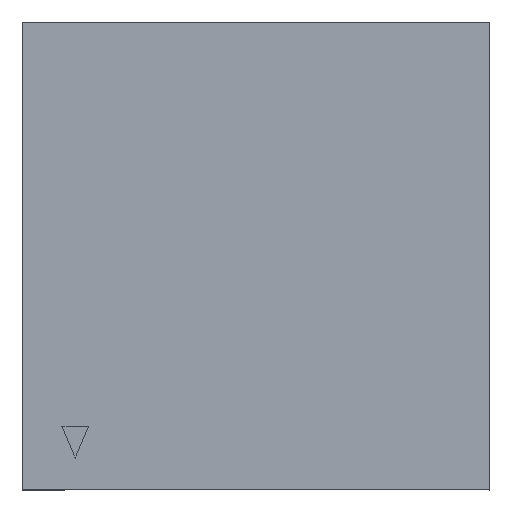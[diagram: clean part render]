
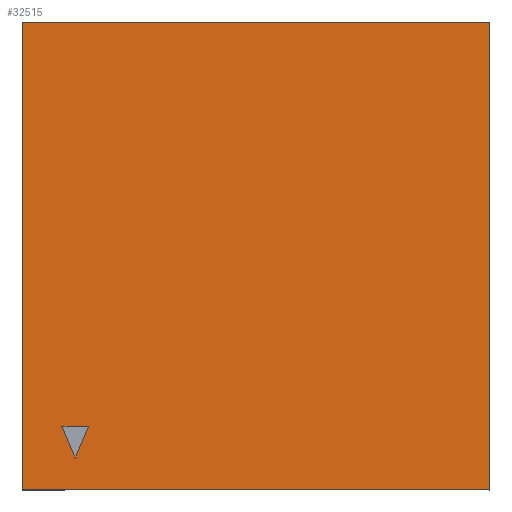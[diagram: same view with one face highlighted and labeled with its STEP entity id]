
A CAD part, top view. The second image highlights one B-rep face of the part: STEP entity #32515.
In plain terms, the highlighted planar face has unit normal (0, 0, 1).
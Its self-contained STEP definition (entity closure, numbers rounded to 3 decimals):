
#24 = VERTEX_POINT ( 'NONE', #8691 ) ;
#51 = EDGE_CURVE ( 'NONE', #24, #24501, #14425, .T. ) ;
#141 = ORIENTED_EDGE ( 'NONE', *, *, #28333, .F. ) ;
#821 = VECTOR ( 'NONE', #8000, 1000. ) ;
#1529 = ORIENTED_EDGE ( 'NONE', *, *, #14839, .F. ) ;
#4223 = VERTEX_POINT ( 'NONE', #20137 ) ;
#4742 = VECTOR ( 'NONE', #17456, 1000. ) ;
#5055 = FACE_OUTER_BOUND ( 'NONE', #13099, .T. ) ;
#5841 = DIRECTION ( 'NONE',  ( 1., 0., 0. ) ) ;
#7505 = CARTESIAN_POINT ( 'NONE',  ( -11., 11., 1.68 ) ) ;
#8000 = DIRECTION ( 'NONE',  ( 0., 1., 0. ) ) ;
#8624 = CARTESIAN_POINT ( 'NONE',  ( -9.125, -8., 1.68 ) ) ;
#8691 = CARTESIAN_POINT ( 'NONE',  ( 11., 11., 1.68 ) ) ;
#10010 = ORIENTED_EDGE ( 'NONE', *, *, #39338, .F. ) ;
#10516 = LINE ( 'NONE', #7505, #16301 ) ;
#12034 = CARTESIAN_POINT ( 'NONE',  ( -8.5, -9.5, 1.68 ) ) ;
#13099 = EDGE_LOOP ( 'NONE', ( #27807, #35188, #14499, #32915 ) ) ;
#14067 = FACE_BOUND ( 'NONE', #28154, .T. ) ;
#14338 = CARTESIAN_POINT ( 'NONE',  ( -11., -11., 1.68 ) ) ;
#14425 = LINE ( 'NONE', #26333, #4742 ) ;
#14499 = ORIENTED_EDGE ( 'NONE', *, *, #38175, .T. ) ;
#14839 = EDGE_CURVE ( 'NONE', #32617, #32567, #21088, .T. ) ;
#16043 = EDGE_CURVE ( 'NONE', #36837, #24, #38435, .T. ) ;
#16301 = VECTOR ( 'NONE', #34749, 1000. ) ;
#17456 = DIRECTION ( 'NONE',  ( -1., 0., 0. ) ) ;
#18294 = CARTESIAN_POINT ( 'NONE',  ( -9.125, -8., 1.68 ) ) ;
#19770 = VECTOR ( 'NONE', #20387, 1000. ) ;
#20137 = CARTESIAN_POINT ( 'NONE',  ( -7.875, -8., 1.68 ) ) ;
#20387 = DIRECTION ( 'NONE',  ( -1., 0., 0. ) ) ;
#20788 = LINE ( 'NONE', #38592, #19770 ) ;
#21088 = LINE ( 'NONE', #8624, #21609 ) ;
#21464 = CARTESIAN_POINT ( 'NONE',  ( -8.5, -9.5, 1.68 ) ) ;
#21609 = VECTOR ( 'NONE', #24320, 1000. ) ;
#21687 = DIRECTION ( 'NONE',  ( 0., 0., 1. ) ) ;
#21841 = LINE ( 'NONE', #21464, #21966 ) ;
#21966 = VECTOR ( 'NONE', #33471, 1000. ) ;
#23961 = CARTESIAN_POINT ( 'NONE',  ( -11., -11., 1.68 ) ) ;
#24320 = DIRECTION ( 'NONE',  ( 0.385, -0.923, 0. ) ) ;
#24501 = VERTEX_POINT ( 'NONE', #28813 ) ;
#26333 = CARTESIAN_POINT ( 'NONE',  ( -11., 11., 1.68 ) ) ;
#26988 = VERTEX_POINT ( 'NONE', #14338 ) ;
#27807 = ORIENTED_EDGE ( 'NONE', *, *, #16043, .T. ) ;
#27870 = VECTOR ( 'NONE', #36128, 1000. ) ;
#28154 = EDGE_LOOP ( 'NONE', ( #10010, #1529, #141 ) ) ;
#28333 = EDGE_CURVE ( 'NONE', #4223, #32617, #20788, .T. ) ;
#28813 = CARTESIAN_POINT ( 'NONE',  ( -11., 11., 1.68 ) ) ;
#31070 = AXIS2_PLACEMENT_3D ( 'NONE', #39488, #21687, #5841 ) ;
#31893 = EDGE_CURVE ( 'NONE', #26988, #36837, #32775, .T. ) ;
#32515 = ADVANCED_FACE ( 'NONE', ( #14067, #5055 ), #39094, .T. ) ;
#32567 = VERTEX_POINT ( 'NONE', #12034 ) ;
#32617 = VERTEX_POINT ( 'NONE', #18294 ) ;
#32775 = LINE ( 'NONE', #23961, #27870 ) ;
#32915 = ORIENTED_EDGE ( 'NONE', *, *, #31893, .T. ) ;
#33471 = DIRECTION ( 'NONE',  ( 0.385, 0.923, 0. ) ) ;
#34749 = DIRECTION ( 'NONE',  ( 0., -1., 0. ) ) ;
#35034 = CARTESIAN_POINT ( 'NONE',  ( 11., 11., 1.68 ) ) ;
#35188 = ORIENTED_EDGE ( 'NONE', *, *, #51, .T. ) ;
#36128 = DIRECTION ( 'NONE',  ( 1., 0., 0. ) ) ;
#36175 = CARTESIAN_POINT ( 'NONE',  ( 11., -11., 1.68 ) ) ;
#36837 = VERTEX_POINT ( 'NONE', #36175 ) ;
#38175 = EDGE_CURVE ( 'NONE', #24501, #26988, #10516, .T. ) ;
#38435 = LINE ( 'NONE', #35034, #821 ) ;
#38592 = CARTESIAN_POINT ( 'NONE',  ( -9.125, -8., 1.68 ) ) ;
#39094 = PLANE ( 'NONE',  #31070 ) ;
#39338 = EDGE_CURVE ( 'NONE', #32567, #4223, #21841, .T. ) ;
#39488 = CARTESIAN_POINT ( 'NONE',  ( 0., 0., 1.68 ) ) ;
